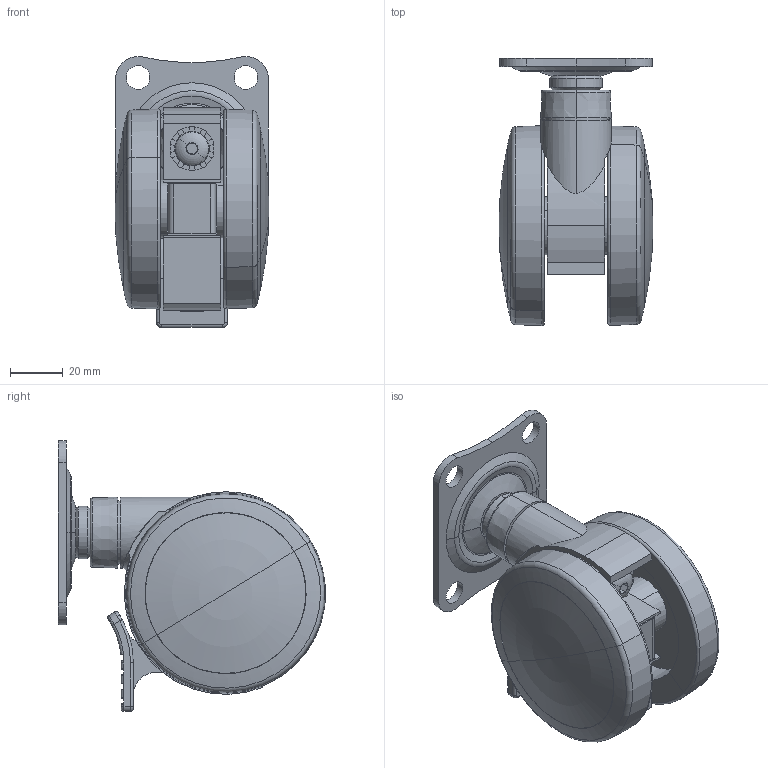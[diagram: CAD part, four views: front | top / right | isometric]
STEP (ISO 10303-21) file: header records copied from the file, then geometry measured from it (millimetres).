
FILE_DESCRIPTION (( 'STEP AP203' ), '1' );
FILE_NAME ('ACMCT_76SFB.STEP', '2020-07-13T08:32:46', ( '' ), ( '' ), 'SwSTEP 2.0', 'SolidWorks 2020', '' );
FILE_SCHEMA (( 'CONFIG_CONTROL_DESIGN' ));
Length unit declared in the file: millimetre
Products named in the file (6): 76 BRAKE TYPE FRAME; ACMC-76 WHEEL; ACMCT-76 TOP PLATE; ACMC-76 BRAKE; ACMC-76 BOLT; ACMCT_76SFB
Assembly tree (6 placements, depth 2):
  ACMCT_76SFB
    76 BRAKE TYPE FRAME
    ACMC-76 WHEEL  x2
    ACMCT-76 TOP PLATE
    ACMC-76 BRAKE
    ACMC-76 BOLT
Bounding box: 58.5 x 101.49 x 102.99 mm (x, y, z)
Volume: 191468 mm3; surface area: 60573.1 mm2
Topology: 6 solids, 6 shells, 430 faces, 1090 edges, 682 vertices
Faces by surface type: cylinder 190, plane 140, torus 48, cone 28, bspline 24
Entity records: 15553 total; most frequent: CARTESIAN_POINT 5181, DIRECTION 2116, ORIENTED_EDGE 2060, EDGE_CURVE 1030, AXIS2_PLACEMENT_3D 835, VERTEX_POINT 647, LINE 446, VECTOR 446
